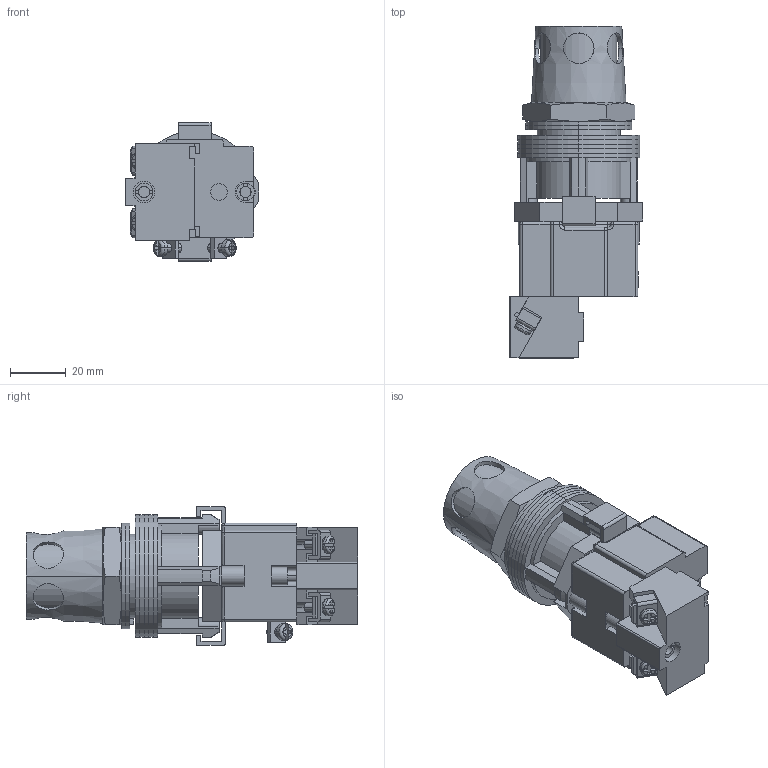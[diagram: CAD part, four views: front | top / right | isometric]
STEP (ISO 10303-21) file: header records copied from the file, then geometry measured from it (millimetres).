
FILE_DESCRIPTION (( 'STEP AP214' ), '1' );
FILE_NAME ('HT8GDWAF7.step', '2018-06-29T16:10:07', ( '' ), ( '' ), 'SwSTEP 2.0', 'SolidWorks 2017', '' );
FILE_SCHEMA (( 'AUTOMOTIVE_DESIGN' ));
Length unit declared in the file: millimetre
Products named in the file (1): HT8GDWAF7
Bounding box: 48 x 119.45 x 50 mm (x, y, z)
Volume: 105937.3 mm3; surface area: 52437.5 mm2
Topology: 26 solids, 26 shells, 588 faces, 1467 edges, 940 vertices
Faces by surface type: plane 330, cylinder 203, torus 24, cone 17, sphere 14
Entity records: 20096 total; most frequent: CARTESIAN_POINT 4232, DIRECTION 3025, ORIENTED_EDGE 2906, EDGE_CURVE 1453, AXIS2_PLACEMENT_3D 1057, VERTEX_POINT 940, LINE 911, VECTOR 911
